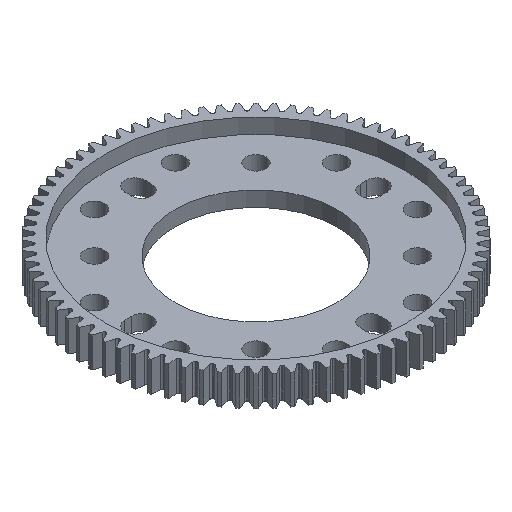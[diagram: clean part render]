
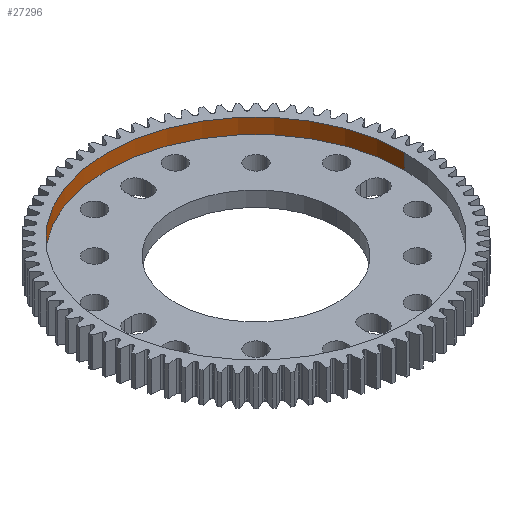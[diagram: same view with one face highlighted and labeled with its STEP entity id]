
A CAD part, isometric view. The second image highlights one B-rep face of the part: STEP entity #27296.
In plain terms, the highlighted cylindrical face has radius 29.5 mm (diameter 59 mm), a partial arc.
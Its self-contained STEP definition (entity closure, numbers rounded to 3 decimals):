
#1480 = ORIENTED_EDGE ( 'NONE', *, *, #18810, .F. ) ;
#1720 = AXIS2_PLACEMENT_3D ( 'NONE', #21254, #21371, #6116 ) ;
#1998 = EDGE_CURVE ( 'NONE', #26555, #9295, #31068, .T. ) ;
#3584 = CARTESIAN_POINT ( 'NONE',  ( 29.5, 0., 6. ) ) ;
#4390 = CARTESIAN_POINT ( 'NONE',  ( -29.5, 0., 3. ) ) ;
#4707 = ORIENTED_EDGE ( 'NONE', *, *, #13468, .T. ) ;
#5354 = DIRECTION ( 'NONE',  ( 1., 0., 0. ) ) ;
#6116 = DIRECTION ( 'NONE',  ( 1., 0., 0. ) ) ;
#7571 = CARTESIAN_POINT ( 'NONE',  ( 0., 0., 3. ) ) ;
#7964 = DIRECTION ( 'NONE',  ( 0., 0., 1. ) ) ;
#9295 = VERTEX_POINT ( 'NONE', #21296 ) ;
#9492 = EDGE_CURVE ( 'NONE', #9911, #9295, #23907, .T. ) ;
#9911 = VERTEX_POINT ( 'NONE', #4390 ) ;
#11060 = FACE_OUTER_BOUND ( 'NONE', #31591, .T. ) ;
#11371 = LINE ( 'NONE', #20334, #14610 ) ;
#12545 = DIRECTION ( 'NONE',  ( 0., 0., 1. ) ) ;
#13468 = EDGE_CURVE ( 'NONE', #30536, #26555, #11371, .T. ) ;
#13482 = CARTESIAN_POINT ( 'NONE',  ( 29.5, 0., 3. ) ) ;
#14377 = CARTESIAN_POINT ( 'NONE',  ( -29.5, 0., 3. ) ) ;
#14610 = VECTOR ( 'NONE', #30480, 1000. ) ;
#17741 = AXIS2_PLACEMENT_3D ( 'NONE', #7571, #12545, #20459 ) ;
#18810 = EDGE_CURVE ( 'NONE', #30536, #9911, #29377, .T. ) ;
#20334 = CARTESIAN_POINT ( 'NONE',  ( 29.5, 0., 3. ) ) ;
#20459 = DIRECTION ( 'NONE',  ( 1., 0., 0. ) ) ;
#21254 = CARTESIAN_POINT ( 'NONE',  ( 0., 0., 3. ) ) ;
#21296 = CARTESIAN_POINT ( 'NONE',  ( -29.5, 0., 6. ) ) ;
#21371 = DIRECTION ( 'NONE',  ( 0., 0., 1. ) ) ;
#23907 = LINE ( 'NONE', #14377, #27532 ) ;
#24765 = DIRECTION ( 'NONE',  ( 0., 0., 1. ) ) ;
#25115 = ORIENTED_EDGE ( 'NONE', *, *, #1998, .T. ) ;
#26423 = CYLINDRICAL_SURFACE ( 'NONE', #17741, 29.5 ) ;
#26555 = VERTEX_POINT ( 'NONE', #3584 ) ;
#27296 = ADVANCED_FACE ( 'NONE', ( #11060 ), #26423, .F. ) ;
#27532 = VECTOR ( 'NONE', #24765, 1000. ) ;
#29377 = CIRCLE ( 'NONE', #1720, 29.5 ) ;
#30480 = DIRECTION ( 'NONE',  ( 0., 0., 1. ) ) ;
#30536 = VERTEX_POINT ( 'NONE', #13482 ) ;
#31068 = CIRCLE ( 'NONE', #32992, 29.5 ) ;
#31112 = CARTESIAN_POINT ( 'NONE',  ( 0., 0., 6. ) ) ;
#31591 = EDGE_LOOP ( 'NONE', ( #31966, #1480, #4707, #25115 ) ) ;
#31966 = ORIENTED_EDGE ( 'NONE', *, *, #9492, .F. ) ;
#32992 = AXIS2_PLACEMENT_3D ( 'NONE', #31112, #7964, #5354 ) ;
